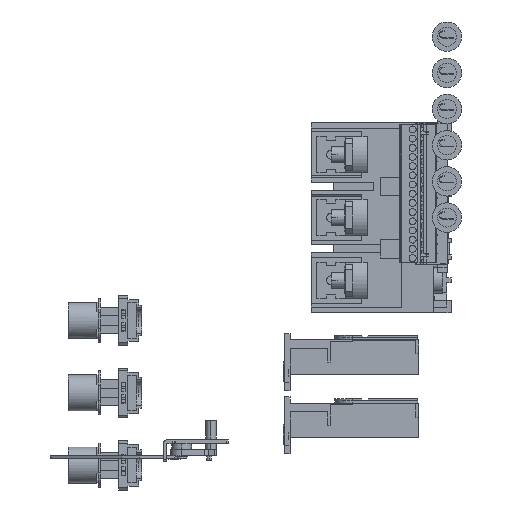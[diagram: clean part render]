
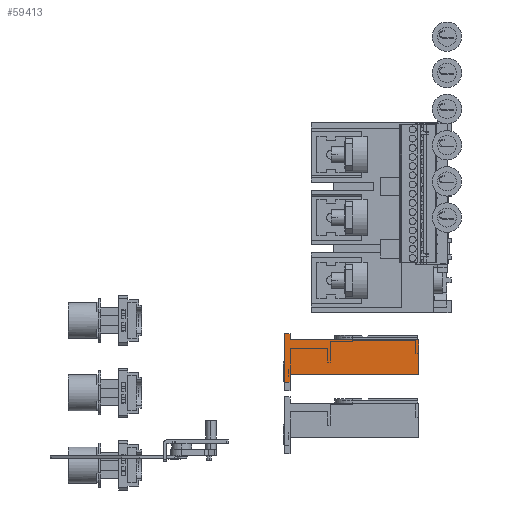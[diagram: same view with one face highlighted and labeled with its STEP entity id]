
A CAD part, left-side view. The second image highlights one B-rep face of the part: STEP entity #59413.
In plain terms, the highlighted planar face has unit normal (-1, 0, 0).
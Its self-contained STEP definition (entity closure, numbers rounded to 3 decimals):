
#1581 = DIRECTION ( 'NONE',  ( 0., -1., 0. ) ) ;
#1635 = VERTEX_POINT ( 'NONE', #51809 ) ;
#4383 = EDGE_CURVE ( 'NONE', #13165, #94341, #12277, .T. ) ;
#6274 = VECTOR ( 'NONE', #79065, 1000. ) ;
#12033 = VECTOR ( 'NONE', #62788, 1000. ) ;
#12213 = VERTEX_POINT ( 'NONE', #78434 ) ;
#12277 = LINE ( 'NONE', #68061, #47169 ) ;
#13165 = VERTEX_POINT ( 'NONE', #64288 ) ;
#15316 = VECTOR ( 'NONE', #49354, 1000. ) ;
#15347 = ORIENTED_EDGE ( 'NONE', *, *, #80944, .F. ) ;
#16224 = EDGE_CURVE ( 'NONE', #18902, #31234, #101756, .T. ) ;
#17113 = CARTESIAN_POINT ( 'NONE',  ( -52., 37., -9.5 ) ) ;
#18586 = LINE ( 'NONE', #50453, #64606 ) ;
#18902 = VERTEX_POINT ( 'NONE', #25990 ) ;
#19817 = CARTESIAN_POINT ( 'NONE',  ( -52., 37., 9.5 ) ) ;
#20229 = DIRECTION ( 'NONE',  ( 0., 0., 1. ) ) ;
#20653 = ORIENTED_EDGE ( 'NONE', *, *, #27040, .F. ) ;
#21544 = DIRECTION ( 'NONE',  ( 0., 0., 1. ) ) ;
#25594 = CARTESIAN_POINT ( 'NONE',  ( -52., 34.15, -14. ) ) ;
#25623 = LINE ( 'NONE', #17113, #55957 ) ;
#25990 = CARTESIAN_POINT ( 'NONE',  ( -52., 37., -14. ) ) ;
#26819 = LINE ( 'NONE', #92684, #45662 ) ;
#27040 = EDGE_CURVE ( 'NONE', #12213, #1635, #79680, .T. ) ;
#31234 = VERTEX_POINT ( 'NONE', #62215 ) ;
#32140 = ORIENTED_EDGE ( 'NONE', *, *, #50509, .F. ) ;
#34026 = EDGE_CURVE ( 'NONE', #95936, #101535, #76655, .T. ) ;
#35474 = PLANE ( 'NONE',  #84569 ) ;
#43882 = CARTESIAN_POINT ( 'NONE',  ( -52., 37., 9.5 ) ) ;
#43957 = FACE_OUTER_BOUND ( 'NONE', #83789, .T. ) ;
#45662 = VECTOR ( 'NONE', #59220, 1000. ) ;
#46672 = CARTESIAN_POINT ( 'NONE',  ( -52., 37., 13. ) ) ;
#47169 = VECTOR ( 'NONE', #20229, 1000. ) ;
#48344 = EDGE_CURVE ( 'NONE', #1635, #101535, #25623, .T. ) ;
#49354 = DIRECTION ( 'NONE',  ( 0., 0., -1. ) ) ;
#50453 = CARTESIAN_POINT ( 'NONE',  ( -52., 37., 9.5 ) ) ;
#50509 = EDGE_CURVE ( 'NONE', #31234, #69552, #92594, .T. ) ;
#50840 = ORIENTED_EDGE ( 'NONE', *, *, #34026, .T. ) ;
#51809 = CARTESIAN_POINT ( 'NONE',  ( -52., -37., -9.5 ) ) ;
#55957 = VECTOR ( 'NONE', #74492, 1000. ) ;
#58558 = EDGE_CURVE ( 'NONE', #95936, #18902, #26819, .T. ) ;
#59220 = DIRECTION ( 'NONE',  ( 0., 1., 0. ) ) ;
#59413 = ADVANCED_FACE ( 'NONE', ( #43957 ), #35474, .F. ) ;
#59903 = CARTESIAN_POINT ( 'NONE',  ( -52., 0., 0. ) ) ;
#60082 = CARTESIAN_POINT ( 'NONE',  ( -52., 34.15, 13. ) ) ;
#62215 = CARTESIAN_POINT ( 'NONE',  ( -52., 37., -8.7 ) ) ;
#62788 = DIRECTION ( 'NONE',  ( 0., 0., 1. ) ) ;
#62980 = VECTOR ( 'NONE', #21544, 1000. ) ;
#64140 = LINE ( 'NONE', #46672, #6274 ) ;
#64288 = CARTESIAN_POINT ( 'NONE',  ( -52., 34.15, 9.5 ) ) ;
#64606 = VECTOR ( 'NONE', #1581, 1000. ) ;
#66501 = CARTESIAN_POINT ( 'NONE',  ( -52., 34.15, -9.5 ) ) ;
#68061 = CARTESIAN_POINT ( 'NONE',  ( -52., 34.15, 9.5 ) ) ;
#69552 = VERTEX_POINT ( 'NONE', #92905 ) ;
#69684 = EDGE_CURVE ( 'NONE', #94341, #69552, #64140, .T. ) ;
#71965 = ORIENTED_EDGE ( 'NONE', *, *, #48344, .F. ) ;
#72791 = ORIENTED_EDGE ( 'NONE', *, *, #69684, .T. ) ;
#73270 = CARTESIAN_POINT ( 'NONE',  ( -52., -37., 9.5 ) ) ;
#74492 = DIRECTION ( 'NONE',  ( 0., 1., 0. ) ) ;
#75459 = ORIENTED_EDGE ( 'NONE', *, *, #58558, .F. ) ;
#76655 = LINE ( 'NONE', #78207, #79970 ) ;
#78207 = CARTESIAN_POINT ( 'NONE',  ( -52., 34.15, -9.5 ) ) ;
#78434 = CARTESIAN_POINT ( 'NONE',  ( -52., -37., 9.5 ) ) ;
#79065 = DIRECTION ( 'NONE',  ( 0., 1., 0. ) ) ;
#79680 = LINE ( 'NONE', #73270, #15316 ) ;
#79970 = VECTOR ( 'NONE', #86700, 1000. ) ;
#80944 = EDGE_CURVE ( 'NONE', #13165, #12213, #18586, .T. ) ;
#83789 = EDGE_LOOP ( 'NONE', ( #101241, #75459, #50840, #71965, #20653, #15347, #99648, #72791, #32140 ) ) ;
#84338 = DIRECTION ( 'NONE',  ( 1., 0., 0. ) ) ;
#84569 = AXIS2_PLACEMENT_3D ( 'NONE', #59903, #84338, #92313 ) ;
#86700 = DIRECTION ( 'NONE',  ( 0., 0., 1. ) ) ;
#92313 = DIRECTION ( 'NONE',  ( 0., 0., -1. ) ) ;
#92594 = LINE ( 'NONE', #19817, #12033 ) ;
#92684 = CARTESIAN_POINT ( 'NONE',  ( -52., 23.529, -14. ) ) ;
#92905 = CARTESIAN_POINT ( 'NONE',  ( -52., 37., 13. ) ) ;
#94341 = VERTEX_POINT ( 'NONE', #60082 ) ;
#95936 = VERTEX_POINT ( 'NONE', #25594 ) ;
#99648 = ORIENTED_EDGE ( 'NONE', *, *, #4383, .T. ) ;
#101241 = ORIENTED_EDGE ( 'NONE', *, *, #16224, .F. ) ;
#101535 = VERTEX_POINT ( 'NONE', #66501 ) ;
#101756 = LINE ( 'NONE', #43882, #62980 ) ;
